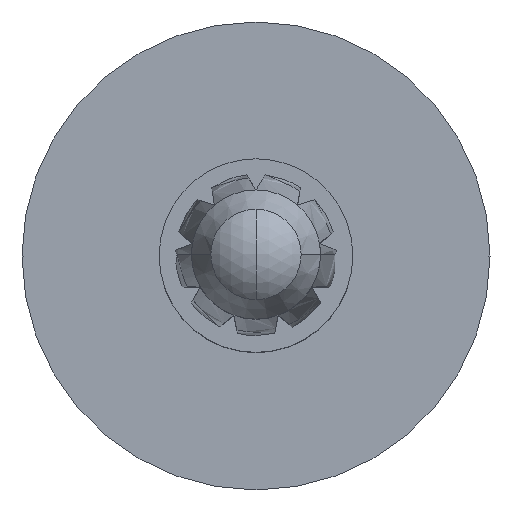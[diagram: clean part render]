
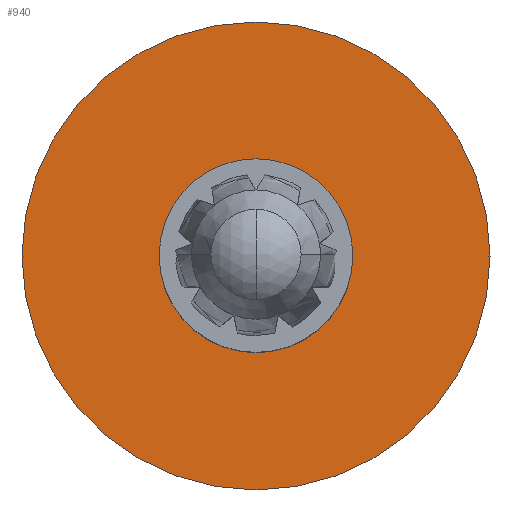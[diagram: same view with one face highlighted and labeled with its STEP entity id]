
A CAD part, top view. The second image highlights one B-rep face of the part: STEP entity #940.
In plain terms, the highlighted planar face has unit normal (0, 0, 1).
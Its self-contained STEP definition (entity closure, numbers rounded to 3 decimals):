
#48 = DIRECTION ( 'NONE',  ( 1., 0., 0. ) ) ;
#213 = DIRECTION ( 'NONE',  ( 0., 0., 1. ) ) ;
#223 = CARTESIAN_POINT ( 'NONE',  ( 0., 0., -1.6 ) ) ;
#476 = EDGE_LOOP ( 'NONE', ( #1271, #1580 ) ) ;
#515 = CARTESIAN_POINT ( 'NONE',  ( -7.25, 0., -1.6 ) ) ;
#530 = DIRECTION ( 'NONE',  ( 1., 0., 0. ) ) ;
#677 = EDGE_CURVE ( 'NONE', #1192, #1738, #1287, .T. ) ;
#838 = DIRECTION ( 'NONE',  ( 1., 0., 0. ) ) ;
#914 = CARTESIAN_POINT ( 'NONE',  ( 0., 0., -1.6 ) ) ;
#940 = ADVANCED_FACE ( 'NONE', ( #2030 ), #1602, .T. ) ;
#1028 = DIRECTION ( 'NONE',  ( 0., 0., 1. ) ) ;
#1029 = CARTESIAN_POINT ( 'NONE',  ( 7.25, 0., -1.6 ) ) ;
#1192 = VERTEX_POINT ( 'NONE', #1029 ) ;
#1271 = ORIENTED_EDGE ( 'NONE', *, *, #677, .T. ) ;
#1287 = CIRCLE ( 'NONE', #1452, 7.25 ) ;
#1358 = EDGE_CURVE ( 'NONE', #1738, #1192, #1531, .T. ) ;
#1452 = AXIS2_PLACEMENT_3D ( 'NONE', #914, #1481, #530 ) ;
#1481 = DIRECTION ( 'NONE',  ( 0., 0., 1. ) ) ;
#1531 = CIRCLE ( 'NONE', #2305, 7.25 ) ;
#1580 = ORIENTED_EDGE ( 'NONE', *, *, #1358, .T. ) ;
#1602 = PLANE ( 'NONE',  #1891 ) ;
#1738 = VERTEX_POINT ( 'NONE', #515 ) ;
#1891 = AXIS2_PLACEMENT_3D ( 'NONE', #1974, #1028, #838 ) ;
#1974 = CARTESIAN_POINT ( 'NONE',  ( 7.25, 0., -1.6 ) ) ;
#2030 = FACE_OUTER_BOUND ( 'NONE', #476, .T. ) ;
#2305 = AXIS2_PLACEMENT_3D ( 'NONE', #223, #213, #48 ) ;
